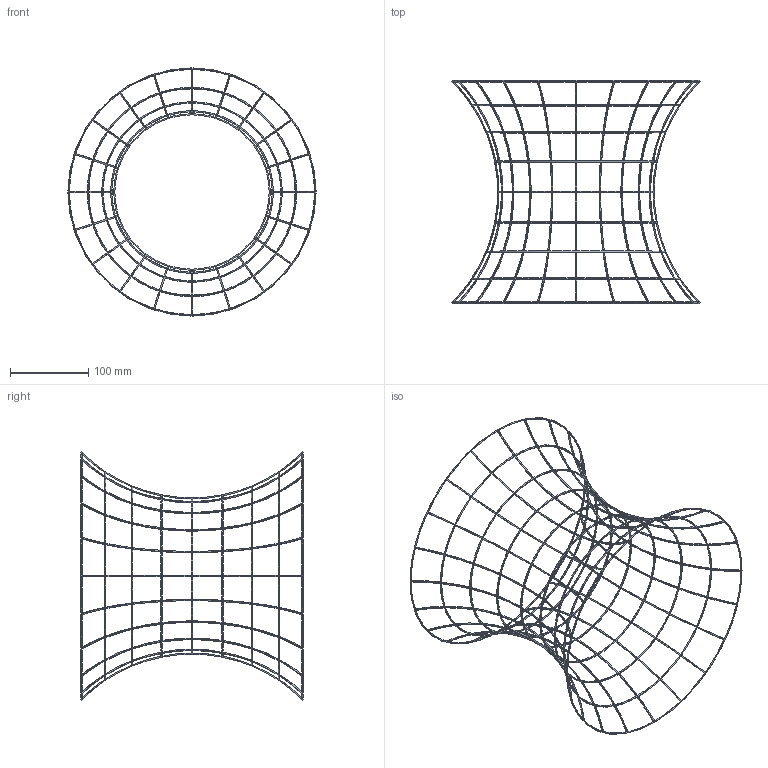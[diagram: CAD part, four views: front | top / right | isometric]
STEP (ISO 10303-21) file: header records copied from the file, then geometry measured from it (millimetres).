
FILE_DESCRIPTION(/* description */ ('','CAx-IF Rec.Pracs.---Representation and Presentation of Product Manufacturing Information (PMI)---3.8---2014-02-18'),/* implementation_level */ '2;1');
FILE_NAME(/* name */ 'GeraeteHalter V2-WH.stp',/* time_stamp */ '2017-02-02T12:42:42+01:00',/* author */ ('Walter'),/* organization */ (''),/* preprocessor_version */ 'ST-DEVELOPER v16.1',/* originating_system */ 'Autodesk Inventor 2016',/* authorisation */ '');
FILE_SCHEMA (('AP242_MANAGED_MODEL_BASED_3D_ENGINEERING_MIM_LF { 1 0 10303 442 1 1 4 }'));
Length unit declared in the file: millimetre
Products named in the file (1): GeraeteHalter V2-WH
Bounding box: 317.16 x 284.96 x 317.16 mm (x, y, z)
Volume: 29285.9 mm3; surface area: 77465 mm2
Topology: 1 solids, 6 shells, 649 faces, 1948 edges, 1304 vertices
Faces by surface type: plane 325, cone 322, torus 2
Entity records: 24582 total; most frequent: CARTESIAN_POINT 7258, ORIENTED_EDGE 3868, DIRECTION 3178, EDGE_CURVE 1944, VERTEX_POINT 1304, AXIS2_PLACEMENT_3D 1304, EDGE_LOOP 973, CIRCLE 654
